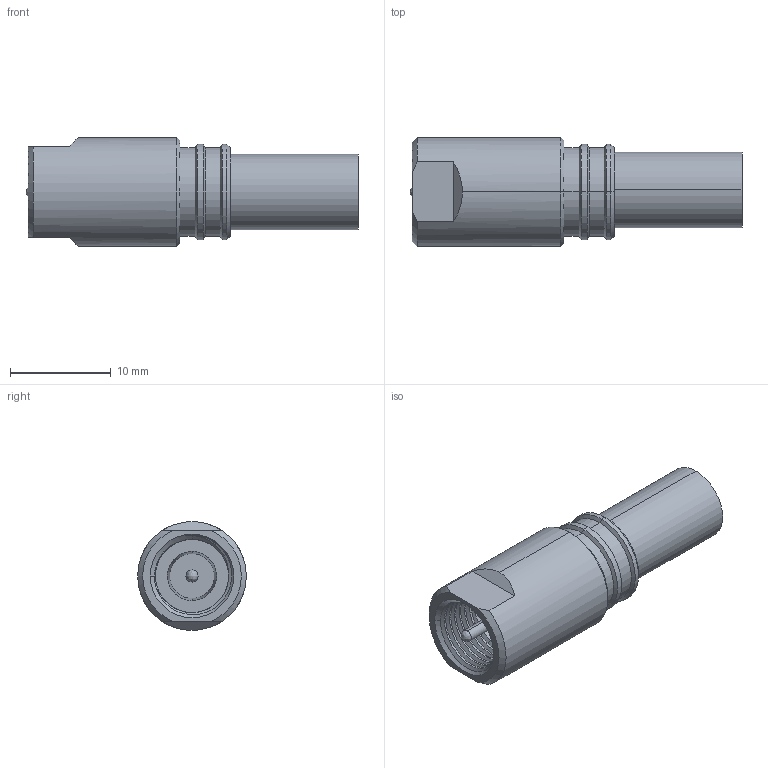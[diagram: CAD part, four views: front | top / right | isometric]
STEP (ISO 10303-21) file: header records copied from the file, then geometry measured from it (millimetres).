
FILE_DESCRIPTION (( 'STEP AP214' ), '1' );
FILE_NAME ('3190-6251(TC-240-FMEM-X).STEP', '2017-11-10T06:46:50', ( '' ), ( '' ), 'SwSTEP 2.0', 'SolidWorks 2017', '' );
FILE_SCHEMA (( 'AUTOMOTIVE_DESIGN' ));
Length unit declared in the file: millimetre
Products named in the file (1): 3190-6251(TC-240-FMEM-X)
Bounding box: 33 x 10.8 x 10.8 mm (x, y, z)
Volume: 1501.9 mm3; surface area: 1977.2 mm2
Topology: 1 solids, 1 shells, 82 faces, 227 edges, 154 vertices
Faces by surface type: cylinder 37, cone 22, plane 14, bspline 9
Entity records: 4304 total; most frequent: CARTESIAN_POINT 2348, ORIENTED_EDGE 450, DIRECTION 327, EDGE_CURVE 225, VERTEX_POINT 154, AXIS2_PLACEMENT_3D 131, B_SPLINE_CURVE_WITH_KNOTS 99, EDGE_LOOP 91
